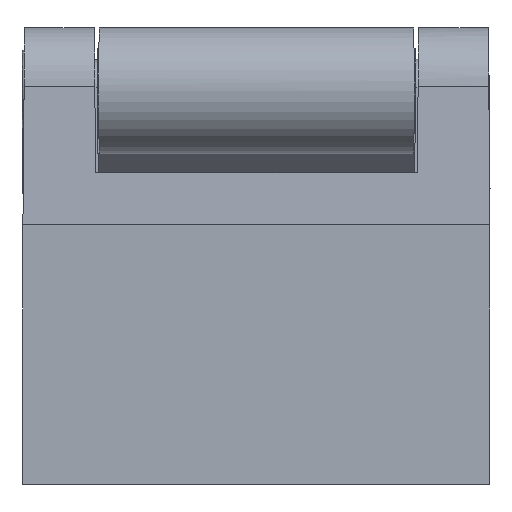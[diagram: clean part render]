
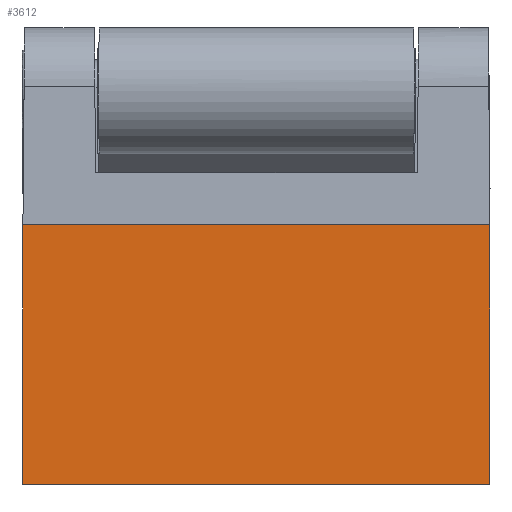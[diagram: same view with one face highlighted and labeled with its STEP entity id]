
A CAD part, left-side view. The second image highlights one B-rep face of the part: STEP entity #3612.
In plain terms, the highlighted planar face has unit normal (-1, 0, 0).
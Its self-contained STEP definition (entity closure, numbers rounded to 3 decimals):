
#24 = CARTESIAN_POINT ( 'NONE',  ( 0.831, 23.922, -26.734 ) ) ;
#111 = LINE ( 'NONE', #5200, #1759 ) ;
#168 = DIRECTION ( 'NONE',  ( 0., 0., 1. ) ) ;
#262 = DIRECTION ( 'NONE',  ( -1., 0., 0. ) ) ;
#517 = EDGE_CURVE ( 'NONE', #2229, #3073, #560, .T. ) ;
#532 = LINE ( 'NONE', #2424, #5293 ) ;
#560 = LINE ( 'NONE', #24, #3766 ) ;
#1240 = CARTESIAN_POINT ( 'NONE',  ( 0.831, -21.578, -1.734 ) ) ;
#1304 = DIRECTION ( 'NONE',  ( 0., 0., 1. ) ) ;
#1582 = ORIENTED_EDGE ( 'NONE', *, *, #517, .F. ) ;
#1648 = EDGE_CURVE ( 'NONE', #4134, #2880, #111, .T. ) ;
#1759 = VECTOR ( 'NONE', #5563, 1000. ) ;
#1900 = CARTESIAN_POINT ( 'NONE',  ( 0.831, 23.422, -26.734 ) ) ;
#1982 = DIRECTION ( 'NONE',  ( 0., 1., 0. ) ) ;
#2229 = VERTEX_POINT ( 'NONE', #4345 ) ;
#2424 = CARTESIAN_POINT ( 'NONE',  ( 0.831, -21.578, -1.734 ) ) ;
#2495 = VECTOR ( 'NONE', #1304, 1000. ) ;
#2680 = EDGE_LOOP ( 'NONE', ( #1582, #3195, #3617, #3623 ) ) ;
#2783 = DIRECTION ( 'NONE',  ( 0., 1., 0. ) ) ;
#2880 = VERTEX_POINT ( 'NONE', #3628 ) ;
#3073 = VERTEX_POINT ( 'NONE', #1900 ) ;
#3195 = ORIENTED_EDGE ( 'NONE', *, *, #3843, .T. ) ;
#3612 = ADVANCED_FACE ( 'NONE', ( #4766 ), #4943, .T. ) ;
#3617 = ORIENTED_EDGE ( 'NONE', *, *, #1648, .T. ) ;
#3623 = ORIENTED_EDGE ( 'NONE', *, *, #3753, .F. ) ;
#3628 = CARTESIAN_POINT ( 'NONE',  ( 0.831, 23.422, -1.734 ) ) ;
#3753 = EDGE_CURVE ( 'NONE', #3073, #2880, #4114, .T. ) ;
#3766 = VECTOR ( 'NONE', #2783, 1000. ) ;
#3843 = EDGE_CURVE ( 'NONE', #2229, #4134, #532, .T. ) ;
#4114 = LINE ( 'NONE', #5064, #2495 ) ;
#4134 = VERTEX_POINT ( 'NONE', #5058 ) ;
#4345 = CARTESIAN_POINT ( 'NONE',  ( 0.831, -21.578, -26.734 ) ) ;
#4719 = AXIS2_PLACEMENT_3D ( 'NONE', #1240, #262, #1982 ) ;
#4766 = FACE_OUTER_BOUND ( 'NONE', #2680, .T. ) ;
#4943 = PLANE ( 'NONE',  #4719 ) ;
#5058 = CARTESIAN_POINT ( 'NONE',  ( 0.831, -21.578, -1.734 ) ) ;
#5064 = CARTESIAN_POINT ( 'NONE',  ( 0.831, 23.422, -1.734 ) ) ;
#5200 = CARTESIAN_POINT ( 'NONE',  ( 0.831, -21.578, -1.734 ) ) ;
#5293 = VECTOR ( 'NONE', #168, 1000. ) ;
#5563 = DIRECTION ( 'NONE',  ( 0., 1., 0. ) ) ;
